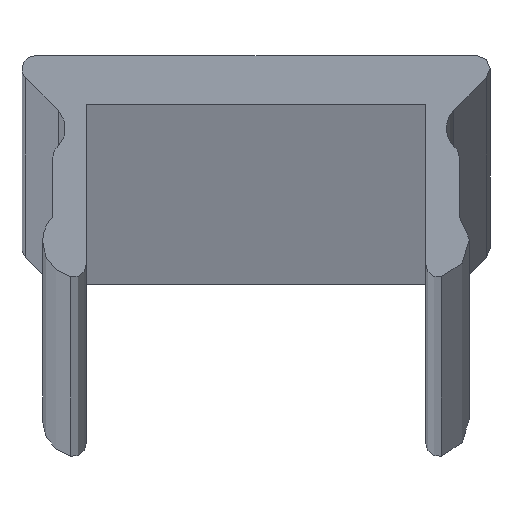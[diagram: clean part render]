
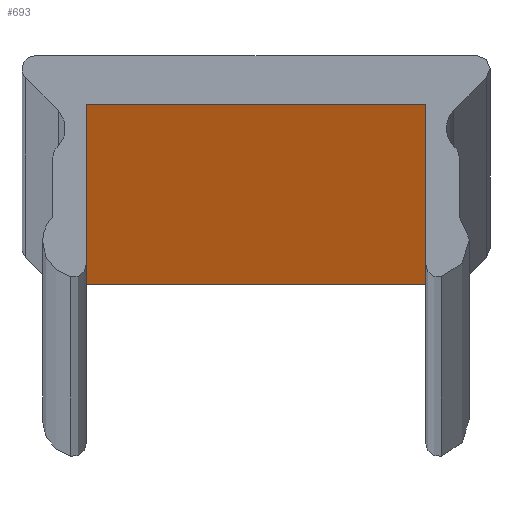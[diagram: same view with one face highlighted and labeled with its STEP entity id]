
A CAD part, top view. The second image highlights one B-rep face of the part: STEP entity #693.
In plain terms, the highlighted planar face has unit normal (0, -1, 0).
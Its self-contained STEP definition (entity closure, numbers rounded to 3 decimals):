
#32 = CARTESIAN_POINT ( 'NONE',  ( -3.3, -0.95, 0. ) ) ;
#53 = FACE_OUTER_BOUND ( 'NONE', #705, .T. ) ;
#56 = CARTESIAN_POINT ( 'NONE',  ( -3.3, -0.95, 2000. ) ) ;
#66 = DIRECTION ( 'NONE',  ( 0., 0., 1. ) ) ;
#102 = VECTOR ( 'NONE', #448, 1000. ) ;
#141 = CARTESIAN_POINT ( 'NONE',  ( -3.3, -0.95, 2000. ) ) ;
#145 = DIRECTION ( 'NONE',  ( 1., 0., 0. ) ) ;
#156 = ORIENTED_EDGE ( 'NONE', *, *, #545, .T. ) ;
#162 = VECTOR ( 'NONE', #145, 1000. ) ;
#163 = VERTEX_POINT ( 'NONE', #214 ) ;
#168 = DIRECTION ( 'NONE',  ( 0., 0., -1. ) ) ;
#184 = ORIENTED_EDGE ( 'NONE', *, *, #530, .T. ) ;
#195 = VERTEX_POINT ( 'NONE', #524 ) ;
#214 = CARTESIAN_POINT ( 'NONE',  ( -3.3, -0.95, 0. ) ) ;
#244 = LINE ( 'NONE', #141, #162 ) ;
#291 = VECTOR ( 'NONE', #168, 1000. ) ;
#293 = CARTESIAN_POINT ( 'NONE',  ( 3.3, -0.95, 0. ) ) ;
#320 = ORIENTED_EDGE ( 'NONE', *, *, #481, .F. ) ;
#344 = CARTESIAN_POINT ( 'NONE',  ( -3.3, -0.95, 2000. ) ) ;
#360 = EDGE_CURVE ( 'NONE', #195, #425, #244, .T. ) ;
#425 = VERTEX_POINT ( 'NONE', #575 ) ;
#448 = DIRECTION ( 'NONE',  ( 0., 0., -1. ) ) ;
#467 = LINE ( 'NONE', #344, #291 ) ;
#481 = EDGE_CURVE ( 'NONE', #425, #631, #554, .T. ) ;
#493 = PLANE ( 'NONE',  #741 ) ;
#524 = CARTESIAN_POINT ( 'NONE',  ( -3.3, -0.95, 2000. ) ) ;
#530 = EDGE_CURVE ( 'NONE', #163, #631, #583, .T. ) ;
#536 = VECTOR ( 'NONE', #699, 1000. ) ;
#545 = EDGE_CURVE ( 'NONE', #195, #163, #467, .T. ) ;
#547 = DIRECTION ( 'NONE',  ( 0., 1., 0. ) ) ;
#554 = LINE ( 'NONE', #613, #102 ) ;
#568 = ORIENTED_EDGE ( 'NONE', *, *, #360, .F. ) ;
#575 = CARTESIAN_POINT ( 'NONE',  ( 3.3, -0.95, 2000. ) ) ;
#583 = LINE ( 'NONE', #32, #536 ) ;
#613 = CARTESIAN_POINT ( 'NONE',  ( 3.3, -0.95, 2000. ) ) ;
#631 = VERTEX_POINT ( 'NONE', #293 ) ;
#693 = ADVANCED_FACE ( 'NONE', ( #53 ), #493, .F. ) ;
#699 = DIRECTION ( 'NONE',  ( 1., 0., 0. ) ) ;
#705 = EDGE_LOOP ( 'NONE', ( #184, #320, #568, #156 ) ) ;
#741 = AXIS2_PLACEMENT_3D ( 'NONE', #56, #547, #66 ) ;
